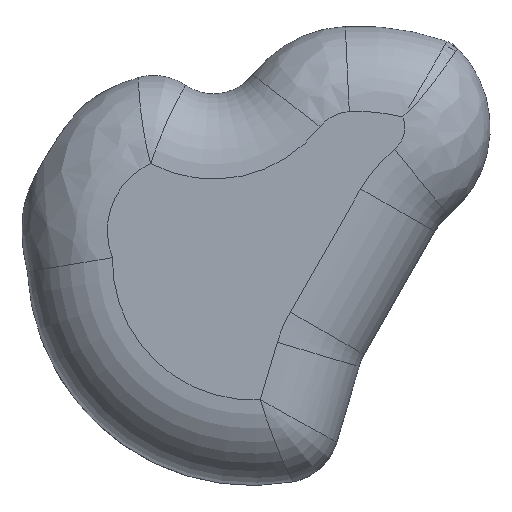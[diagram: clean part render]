
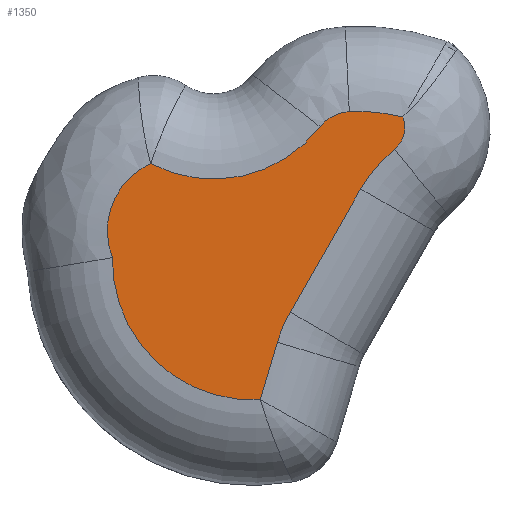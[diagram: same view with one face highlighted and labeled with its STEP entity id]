
A CAD part, top view. The second image highlights one B-rep face of the part: STEP entity #1350.
In plain terms, the highlighted planar face has unit normal (0, 0, 1).
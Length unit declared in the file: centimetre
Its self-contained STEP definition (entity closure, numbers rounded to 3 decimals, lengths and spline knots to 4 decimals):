
#184=CIRCLE('',#1461,2.6021);
#217=CIRCLE('',#1510,4.9178);
#220=CIRCLE('',#1515,5.);
#224=CIRCLE('',#1521,5.);
#226=CIRCLE('',#1523,0.9823);
#229=CIRCLE('',#1527,6.4451);
#231=CIRCLE('',#1529,1.3763);
#232=CIRCLE('',#1531,4.7337);
#318=FACE_OUTER_BOUND('',#404,.T.);
#404=EDGE_LOOP('',(#1241,#1242,#1243,#1244,#1245,#1246,#1247,#1248,#1249,
#1250));
#455=LINE('',#3409,#513);
#456=LINE('',#3420,#514);
#513=VECTOR('',#1887,1.);
#514=VECTOR('',#1900,1.);
#597=VERTEX_POINT('',#2639);
#598=VERTEX_POINT('',#2654);
#626=VERTEX_POINT('',#3228);
#628=VERTEX_POINT('',#3367);
#630=VERTEX_POINT('',#3407);
#632=VERTEX_POINT('',#3412);
#634=VERTEX_POINT('',#3418);
#636=VERTEX_POINT('',#3424);
#637=VERTEX_POINT('',#3446);
#638=VERTEX_POINT('',#3458);
#762=EDGE_CURVE('',#597,#598,#184,.T.);
#818=EDGE_CURVE('',#628,#597,#217,.T.);
#821=EDGE_CURVE('',#630,#628,#455,.T.);
#823=EDGE_CURVE('',#632,#630,#220,.T.);
#826=EDGE_CURVE('',#634,#632,#456,.T.);
#829=EDGE_CURVE('',#636,#634,#224,.T.);
#831=EDGE_CURVE('',#626,#636,#226,.T.);
#834=EDGE_CURVE('',#637,#626,#229,.T.);
#836=EDGE_CURVE('',#638,#637,#231,.T.);
#837=EDGE_CURVE('',#598,#638,#232,.T.);
#1241=ORIENTED_EDGE('',*,*,#818,.F.);
#1242=ORIENTED_EDGE('',*,*,#821,.F.);
#1243=ORIENTED_EDGE('',*,*,#823,.F.);
#1244=ORIENTED_EDGE('',*,*,#826,.F.);
#1245=ORIENTED_EDGE('',*,*,#829,.F.);
#1246=ORIENTED_EDGE('',*,*,#831,.F.);
#1247=ORIENTED_EDGE('',*,*,#834,.F.);
#1248=ORIENTED_EDGE('',*,*,#836,.F.);
#1249=ORIENTED_EDGE('',*,*,#837,.F.);
#1250=ORIENTED_EDGE('',*,*,#762,.F.);
#1264=PLANE('',#1538);
#1350=ADVANCED_FACE('',(#318),#1264,.T.);
#1461=AXIS2_PLACEMENT_3D('',#2655,#1772,#1773);
#1510=AXIS2_PLACEMENT_3D('',#3403,#1880,#1881);
#1515=AXIS2_PLACEMENT_3D('',#3414,#1892,#1893);
#1521=AXIS2_PLACEMENT_3D('',#3426,#1906,#1907);
#1523=AXIS2_PLACEMENT_3D('',#3443,#1910,#1911);
#1527=AXIS2_PLACEMENT_3D('',#3448,#1918,#1919);
#1529=AXIS2_PLACEMENT_3D('',#3460,#1922,#1923);
#1531=AXIS2_PLACEMENT_3D('',#3462,#1926,#1927);
#1538=AXIS2_PLACEMENT_3D('',#3474,#1945,#1946);
#1772=DIRECTION('center_axis',(0.,0.,-1.));
#1773=DIRECTION('ref_axis',(-0.868,0.496,0.));
#1880=DIRECTION('center_axis',(0.,0.,-1.));
#1881=DIRECTION('ref_axis',(-0.621,-0.784,0.));
#1887=DIRECTION('',(-0.285,-0.959,0.));
#1892=DIRECTION('center_axis',(0.,0.,1.));
#1893=DIRECTION('ref_axis',(-0.919,0.393,0.));
#1900=DIRECTION('',(-0.497,-0.868,0.));
#1906=DIRECTION('center_axis',(0.,0.,1.));
#1907=DIRECTION('ref_axis',(-0.762,0.647,0.));
#1910=DIRECTION('center_axis',(0.,0.,-1.));
#1911=DIRECTION('ref_axis',(0.998,-0.057,0.));
#1918=DIRECTION('center_axis',(0.,0.,-1.));
#1919=DIRECTION('ref_axis',(0.145,0.989,0.));
#1922=DIRECTION('center_axis',(0.,0.,-1.));
#1923=DIRECTION('ref_axis',(-0.462,0.887,0.));
#1926=DIRECTION('center_axis',(0.,0.,1.));
#1927=DIRECTION('ref_axis',(0.157,-0.988,0.));
#1945=DIRECTION('center_axis',(0.,0.,1.));
#1946=DIRECTION('ref_axis',(1.,0.,0.));
#2639=CARTESIAN_POINT('',(1.9902,-24.5106,10.));
#2654=CARTESIAN_POINT('',(3.3357,-21.2049,10.));
#2655=CARTESIAN_POINT('Origin',(4.417,-23.5717,10.));
#3228=CARTESIAN_POINT('',(12.1967,-19.5697,10.));
#3367=CARTESIAN_POINT('',(7.1893,-29.5017,10.));
#3403=CARTESIAN_POINT('Origin',(6.9073,-24.592,10.));
#3407=CARTESIAN_POINT('',(7.7872,-27.4878,10.));
#3409=CARTESIAN_POINT('',(7.7803,-27.511,10.));
#3412=CARTESIAN_POINT('',(8.2406,-26.4278,10.));
#3414=CARTESIAN_POINT('Origin',(12.5805,-28.9108,10.));
#3418=CARTESIAN_POINT('',(10.7167,-22.0998,10.));
#3420=CARTESIAN_POINT('',(8.5209,-25.9378,10.));
#3424=CARTESIAN_POINT('',(11.9052,-20.7009,10.));
#3426=CARTESIAN_POINT('Origin',(15.0566,-24.5828,10.));
#3443=CARTESIAN_POINT('Origin',(11.2861,-19.9383,10.));
#3446=CARTESIAN_POINT('',(10.3156,-19.3796,10.));
#3448=CARTESIAN_POINT('Origin',(10.6152,-25.8178,10.));
#3458=CARTESIAN_POINT('',(9.2906,-19.9129,10.));
#3460=CARTESIAN_POINT('Origin',(10.3796,-20.7544,10.));
#3462=CARTESIAN_POINT('Origin',(5.5449,-17.0183,10.));
#3474=CARTESIAN_POINT('Origin',(7.0417,-24.4412,10.));
